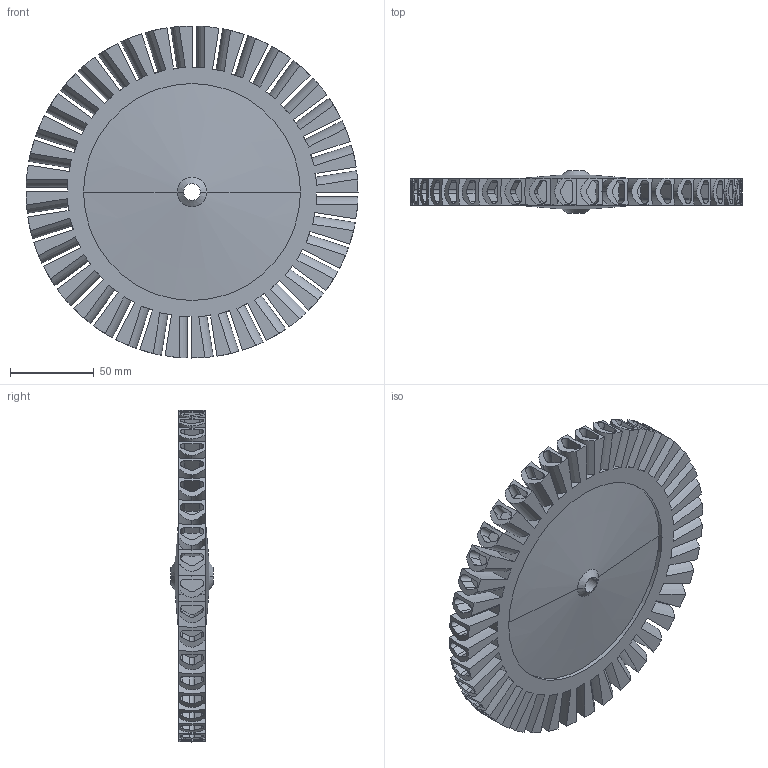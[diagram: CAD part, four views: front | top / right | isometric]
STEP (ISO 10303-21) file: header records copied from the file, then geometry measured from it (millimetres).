
FILE_DESCRIPTION (( 'STEP AP214' ), '1' );
FILE_NAME ('[TP] [Turb] Rotor55.STEP', '2024-05-10T04:14:06', ( '' ), ( '' ), 'SwSTEP 2.0', 'SolidWorks 2023', '' );
FILE_SCHEMA (( 'AUTOMOTIVE_DESIGN' ));
Length unit declared in the file: inch
Products named in the file (1): [TP] [Turb] Rotor55
Bounding box: 198.73 x 25.4 x 198.73 mm (x, y, z)
Volume: 373675.6 mm3; surface area: 109637.1 mm2
Topology: 1 solids, 1 shells, 576 faces, 1668 edges, 1134 vertices
Faces by surface type: cylinder 326, plane 162, bspline 80, cone 8
Entity records: 22408 total; most frequent: CARTESIAN_POINT 8296, ORIENTED_EDGE 3336, DIRECTION 2520, EDGE_CURVE 1668, VERTEX_POINT 1134, AXIS2_PLACEMENT_3D 913, LINE 694, VECTOR 694
